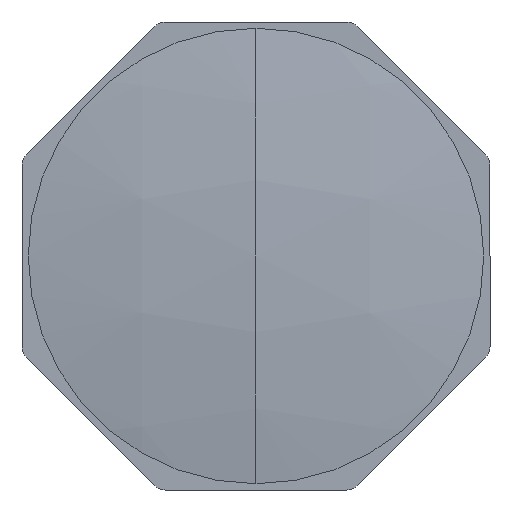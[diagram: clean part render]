
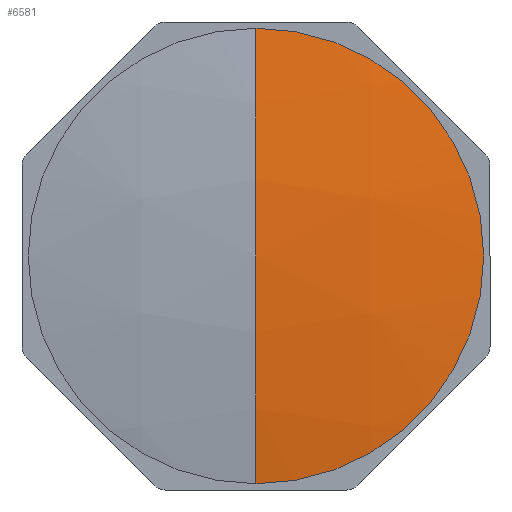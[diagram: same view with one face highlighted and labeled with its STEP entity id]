
A CAD part, left-side view. The second image highlights one B-rep face of the part: STEP entity #6581.
In plain terms, the highlighted spherical face has radius 201.408 mm.
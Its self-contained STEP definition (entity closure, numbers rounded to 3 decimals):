
#32 = ORIENTED_EDGE ( 'NONE', *, *, #2060, .T. ) ;
#112 = ORIENTED_EDGE ( 'NONE', *, *, #2061, .T. ) ;
#170 = ORIENTED_EDGE ( 'NONE', *, *, #2062, .F. ) ;
#205 = VERTEX_POINT ( 'NONE', #6780 ) ;
#213 = VERTEX_POINT ( 'NONE', #6789 ) ;
#216 = VERTEX_POINT ( 'NONE', #6792 ) ;
#222 = EDGE_LOOP ( 'NONE', ( #32, #112, #170 ) ) ;
#2060 = EDGE_CURVE ( 'NONE', #213, #216, #2216, .T. ) ;
#2061 = EDGE_CURVE ( 'NONE', #216, #205, #2198, .T. ) ;
#2062 = EDGE_CURVE ( 'NONE', #213, #205, #2153, .T. ) ;
#2152 = AXIS2_PLACEMENT_3D ( 'NONE', #6941, #6942, #6943 ) ;
#2153 = CIRCLE ( 'NONE', #2156, 201.408 ) ;
#2154 = AXIS2_PLACEMENT_3D ( 'NONE', #6944, #6945, #6946 ) ;
#2156 = AXIS2_PLACEMENT_3D ( 'NONE', #6947, #6948, #6949 ) ;
#2198 = CIRCLE ( 'NONE', #2154, 201.408 ) ;
#2216 = CIRCLE ( 'NONE', #2152, 31. ) ;
#2290 = AXIS2_PLACEMENT_3D ( 'NONE', #5744, #5749, #5750 ) ;
#5744 = CARTESIAN_POINT ( 'NONE',  ( 201.408, 0., 0. ) ) ;
#5747 = FACE_OUTER_BOUND ( 'NONE', #222, .T. ) ;
#5748 = SPHERICAL_SURFACE ( 'NONE', #2290, 201.408 ) ;
#5749 = DIRECTION ( 'NONE',  ( 0., -1., 0. ) ) ;
#5750 = DIRECTION ( 'NONE',  ( 0., 0., -1. ) ) ;
#6581 = ADVANCED_FACE ( 'NONE', ( #5747 ), #5748, .T. ) ;
#6780 = CARTESIAN_POINT ( 'NONE',  ( 0., 0., 0. ) ) ;
#6789 = CARTESIAN_POINT ( 'NONE',  ( 2.4, 0., -31. ) ) ;
#6792 = CARTESIAN_POINT ( 'NONE',  ( 2.4, 0., 31. ) ) ;
#6941 = CARTESIAN_POINT ( 'NONE',  ( 2.4, 0., 0. ) ) ;
#6942 = DIRECTION ( 'NONE',  ( -1., 0., 0. ) ) ;
#6943 = DIRECTION ( 'NONE',  ( 0., 0., 1. ) ) ;
#6944 = CARTESIAN_POINT ( 'NONE',  ( 201.408, 0., 0. ) ) ;
#6945 = DIRECTION ( 'NONE',  ( 0., -1., 0. ) ) ;
#6946 = DIRECTION ( 'NONE',  ( 0., 0., -1. ) ) ;
#6947 = CARTESIAN_POINT ( 'NONE',  ( 201.408, 0., 0. ) ) ;
#6948 = DIRECTION ( 'NONE',  ( 0., 1., 0. ) ) ;
#6949 = DIRECTION ( 'NONE',  ( 0., 0., 1. ) ) ;
